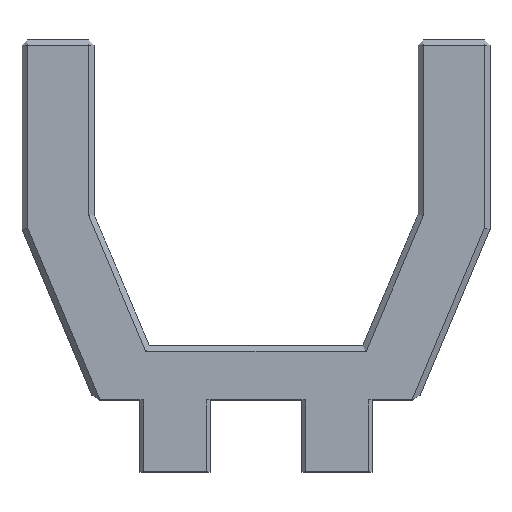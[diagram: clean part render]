
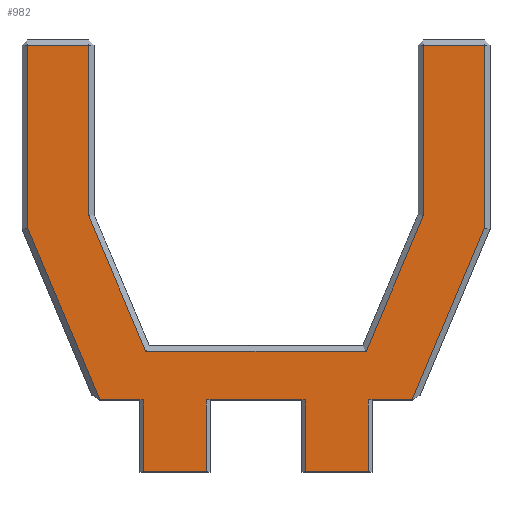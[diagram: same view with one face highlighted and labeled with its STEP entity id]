
A CAD part, top view. The second image highlights one B-rep face of the part: STEP entity #982.
In plain terms, the highlighted planar face has unit normal (0, 0, 1).
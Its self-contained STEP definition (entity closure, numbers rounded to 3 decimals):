
#232 = VERTEX_POINT('',#233);
#233 = CARTESIAN_POINT('',(-12.5,0.,8.));
#239 = EDGE_CURVE('',#232,#240,#242,.T.);
#240 = VERTEX_POINT('',#241);
#241 = CARTESIAN_POINT('',(-5.5,0.,8.));
#242 = LINE('',#243,#244);
#243 = CARTESIAN_POINT('',(-12.9,0.,8.));
#244 = VECTOR('',#245,1.);
#245 = DIRECTION('',(1.,0.,0.));
#360 = VERTEX_POINT('',#361);
#361 = CARTESIAN_POINT('',(-17.349,8.,8.));
#367 = EDGE_CURVE('',#360,#368,#370,.T.);
#368 = VERTEX_POINT('',#369);
#369 = CARTESIAN_POINT('',(-12.9,8.,8.));
#370 = LINE('',#371,#372);
#371 = CARTESIAN_POINT('',(-18.,8.,8.));
#372 = VECTOR('',#373,1.);
#373 = DIRECTION('',(1.,0.,0.));
#375 = EDGE_CURVE('',#368,#376,#378,.T.);
#376 = VERTEX_POINT('',#377);
#377 = CARTESIAN_POINT('',(-12.5,8.,8.));
#378 = LINE('',#379,#380);
#379 = CARTESIAN_POINT('',(-9.,8.,8.));
#380 = VECTOR('',#381,1.);
#381 = DIRECTION('',(1.,0.,0.));
#406 = VERTEX_POINT('',#407);
#407 = CARTESIAN_POINT('',(-5.5,8.,8.));
#413 = EDGE_CURVE('',#414,#406,#416,.T.);
#414 = VERTEX_POINT('',#415);
#415 = CARTESIAN_POINT('',(-5.1,8.,8.));
#416 = LINE('',#417,#418);
#417 = CARTESIAN_POINT('',(-2.55,8.,8.));
#418 = VECTOR('',#419,1.);
#419 = DIRECTION('',(-1.,0.,0.));
#421 = EDGE_CURVE('',#414,#422,#424,.T.);
#422 = VERTEX_POINT('',#423);
#423 = CARTESIAN_POINT('',(5.1,8.,8.));
#424 = LINE('',#425,#426);
#425 = CARTESIAN_POINT('',(-5.1,8.,8.));
#426 = VECTOR('',#427,1.);
#427 = DIRECTION('',(1.,0.,0.));
#429 = EDGE_CURVE('',#422,#430,#432,.T.);
#430 = VERTEX_POINT('',#431);
#431 = CARTESIAN_POINT('',(5.5,8.,8.));
#432 = LINE('',#433,#434);
#433 = CARTESIAN_POINT('',(-2.55,8.,8.));
#434 = VECTOR('',#435,1.);
#435 = DIRECTION('',(1.,0.,0.));
#602 = VERTEX_POINT('',#603);
#603 = CARTESIAN_POINT('',(5.5,0.,8.));
#609 = EDGE_CURVE('',#602,#610,#612,.T.);
#610 = VERTEX_POINT('',#611);
#611 = CARTESIAN_POINT('',(12.5,0.,8.));
#612 = LINE('',#613,#614);
#613 = CARTESIAN_POINT('',(5.1,0.,8.));
#614 = VECTOR('',#615,1.);
#615 = DIRECTION('',(1.,0.,0.));
#737 = VERTEX_POINT('',#738);
#738 = CARTESIAN_POINT('',(12.5,8.,8.));
#744 = EDGE_CURVE('',#745,#737,#747,.T.);
#745 = VERTEX_POINT('',#746);
#746 = CARTESIAN_POINT('',(12.9,8.,8.));
#747 = LINE('',#748,#749);
#748 = CARTESIAN_POINT('',(6.45,8.,8.));
#749 = VECTOR('',#750,1.);
#750 = DIRECTION('',(-1.,0.,0.));
#752 = EDGE_CURVE('',#745,#753,#755,.T.);
#753 = VERTEX_POINT('',#754);
#754 = CARTESIAN_POINT('',(17.349,8.,8.));
#755 = LINE('',#756,#757);
#756 = CARTESIAN_POINT('',(12.9,8.,8.));
#757 = VECTOR('',#758,1.);
#758 = DIRECTION('',(1.,0.,0.));
#970 = EDGE_CURVE('',#376,#232,#971,.T.);
#971 = LINE('',#972,#973);
#972 = CARTESIAN_POINT('',(-12.5,8.,8.));
#973 = VECTOR('',#974,1.);
#974 = DIRECTION('',(0.,-1.,0.));
#982 = ADVANCED_FACE('',(#983),#1099,.T.);
#983 = FACE_BOUND('',#984,.T.);
#984 = EDGE_LOOP('',(#985,#986,#992,#993,#994,#995,#1001,#1002,#1008,
    #1009,#1010,#1018,#1026,#1034,#1042,#1050,#1058,#1066,#1074,#1082,
    #1090,#1096,#1097,#1098));
#985 = ORIENTED_EDGE('',*,*,#239,.T.);
#986 = ORIENTED_EDGE('',*,*,#987,.T.);
#987 = EDGE_CURVE('',#240,#406,#988,.T.);
#988 = LINE('',#989,#990);
#989 = CARTESIAN_POINT('',(-5.5,0.,8.));
#990 = VECTOR('',#991,1.);
#991 = DIRECTION('',(0.,1.,0.));
#992 = ORIENTED_EDGE('',*,*,#413,.F.);
#993 = ORIENTED_EDGE('',*,*,#421,.T.);
#994 = ORIENTED_EDGE('',*,*,#429,.T.);
#995 = ORIENTED_EDGE('',*,*,#996,.T.);
#996 = EDGE_CURVE('',#430,#602,#997,.T.);
#997 = LINE('',#998,#999);
#998 = CARTESIAN_POINT('',(5.5,8.,8.));
#999 = VECTOR('',#1000,1.);
#1000 = DIRECTION('',(0.,-1.,0.));
#1001 = ORIENTED_EDGE('',*,*,#609,.T.);
#1002 = ORIENTED_EDGE('',*,*,#1003,.T.);
#1003 = EDGE_CURVE('',#610,#737,#1004,.T.);
#1004 = LINE('',#1005,#1006);
#1005 = CARTESIAN_POINT('',(12.5,0.,8.));
#1006 = VECTOR('',#1007,1.);
#1007 = DIRECTION('',(0.,1.,0.));
#1008 = ORIENTED_EDGE('',*,*,#744,.F.);
#1009 = ORIENTED_EDGE('',*,*,#752,.T.);
#1010 = ORIENTED_EDGE('',*,*,#1011,.T.);
#1011 = EDGE_CURVE('',#753,#1012,#1014,.T.);
#1012 = VERTEX_POINT('',#1013);
#1013 = CARTESIAN_POINT('',(25.4,27.121,8.));
#1014 = LINE('',#1015,#1016);
#1015 = CARTESIAN_POINT('',(17.447,8.233,8.));
#1016 = VECTOR('',#1017,1.);
#1017 = DIRECTION('',(0.388,0.922,0.));
#1018 = ORIENTED_EDGE('',*,*,#1019,.T.);
#1019 = EDGE_CURVE('',#1012,#1020,#1022,.T.);
#1020 = VERTEX_POINT('',#1021);
#1021 = CARTESIAN_POINT('',(25.4,47.4,8.));
#1022 = LINE('',#1023,#1024);
#1023 = CARTESIAN_POINT('',(25.4,27.,8.));
#1024 = VECTOR('',#1025,1.);
#1025 = DIRECTION('',(0.,1.,0.));
#1026 = ORIENTED_EDGE('',*,*,#1027,.T.);
#1027 = EDGE_CURVE('',#1020,#1028,#1030,.T.);
#1028 = VERTEX_POINT('',#1029);
#1029 = CARTESIAN_POINT('',(18.6,47.4,8.));
#1030 = LINE('',#1031,#1032);
#1031 = CARTESIAN_POINT('',(26.,47.4,8.));
#1032 = VECTOR('',#1033,1.);
#1033 = DIRECTION('',(-1.,0.,0.));
#1034 = ORIENTED_EDGE('',*,*,#1035,.T.);
#1035 = EDGE_CURVE('',#1028,#1036,#1038,.T.);
#1036 = VERTEX_POINT('',#1037);
#1037 = CARTESIAN_POINT('',(18.6,28.479,8.));
#1038 = LINE('',#1039,#1040);
#1039 = CARTESIAN_POINT('',(18.6,48.,8.));
#1040 = VECTOR('',#1041,1.);
#1041 = DIRECTION('',(0.,-1.,0.));
#1042 = ORIENTED_EDGE('',*,*,#1043,.T.);
#1043 = EDGE_CURVE('',#1036,#1044,#1046,.T.);
#1044 = VERTEX_POINT('',#1045);
#1045 = CARTESIAN_POINT('',(12.251,13.4,8.));
#1046 = LINE('',#1047,#1048);
#1047 = CARTESIAN_POINT('',(18.553,28.367,8.));
#1048 = VECTOR('',#1049,1.);
#1049 = DIRECTION('',(-0.388,-0.922,0.));
#1050 = ORIENTED_EDGE('',*,*,#1051,.T.);
#1051 = EDGE_CURVE('',#1044,#1052,#1054,.T.);
#1052 = VERTEX_POINT('',#1053);
#1053 = CARTESIAN_POINT('',(-12.251,13.4,8.));
#1054 = LINE('',#1055,#1056);
#1055 = CARTESIAN_POINT('',(11.853,13.4,8.));
#1056 = VECTOR('',#1057,1.);
#1057 = DIRECTION('',(-1.,0.,0.));
#1058 = ORIENTED_EDGE('',*,*,#1059,.T.);
#1059 = EDGE_CURVE('',#1052,#1060,#1062,.T.);
#1060 = VERTEX_POINT('',#1061);
#1061 = CARTESIAN_POINT('',(-18.6,28.479,8.));
#1062 = LINE('',#1063,#1064);
#1063 = CARTESIAN_POINT('',(-12.406,13.767,8.));
#1064 = VECTOR('',#1065,1.);
#1065 = DIRECTION('',(-0.388,0.922,0.));
#1066 = ORIENTED_EDGE('',*,*,#1067,.T.);
#1067 = EDGE_CURVE('',#1060,#1068,#1070,.T.);
#1068 = VERTEX_POINT('',#1069);
#1069 = CARTESIAN_POINT('',(-18.6,47.4,8.));
#1070 = LINE('',#1071,#1072);
#1071 = CARTESIAN_POINT('',(-18.6,28.6,8.));
#1072 = VECTOR('',#1073,1.);
#1073 = DIRECTION('',(0.,1.,0.));
#1074 = ORIENTED_EDGE('',*,*,#1075,.T.);
#1075 = EDGE_CURVE('',#1068,#1076,#1078,.T.);
#1076 = VERTEX_POINT('',#1077);
#1077 = CARTESIAN_POINT('',(-25.4,47.4,8.));
#1078 = LINE('',#1079,#1080);
#1079 = CARTESIAN_POINT('',(-18.,47.4,8.));
#1080 = VECTOR('',#1081,1.);
#1081 = DIRECTION('',(-1.,0.,0.));
#1082 = ORIENTED_EDGE('',*,*,#1083,.T.);
#1083 = EDGE_CURVE('',#1076,#1084,#1086,.T.);
#1084 = VERTEX_POINT('',#1085);
#1085 = CARTESIAN_POINT('',(-25.4,27.121,8.));
#1086 = LINE('',#1087,#1088);
#1087 = CARTESIAN_POINT('',(-25.4,48.,8.));
#1088 = VECTOR('',#1089,1.);
#1089 = DIRECTION('',(0.,-1.,0.));
#1090 = ORIENTED_EDGE('',*,*,#1091,.T.);
#1091 = EDGE_CURVE('',#1084,#360,#1092,.T.);
#1092 = LINE('',#1093,#1094);
#1093 = CARTESIAN_POINT('',(-25.447,27.233,8.));
#1094 = VECTOR('',#1095,1.);
#1095 = DIRECTION('',(0.388,-0.922,0.));
#1096 = ORIENTED_EDGE('',*,*,#367,.T.);
#1097 = ORIENTED_EDGE('',*,*,#375,.T.);
#1098 = ORIENTED_EDGE('',*,*,#970,.T.);
#1099 = PLANE('',#1100);
#1100 = AXIS2_PLACEMENT_3D('',#1101,#1102,#1103);
#1101 = CARTESIAN_POINT('',(0.,22.372,8.));
#1102 = DIRECTION('',(0.,0.,1.));
#1103 = DIRECTION('',(1.,0.,0.));
